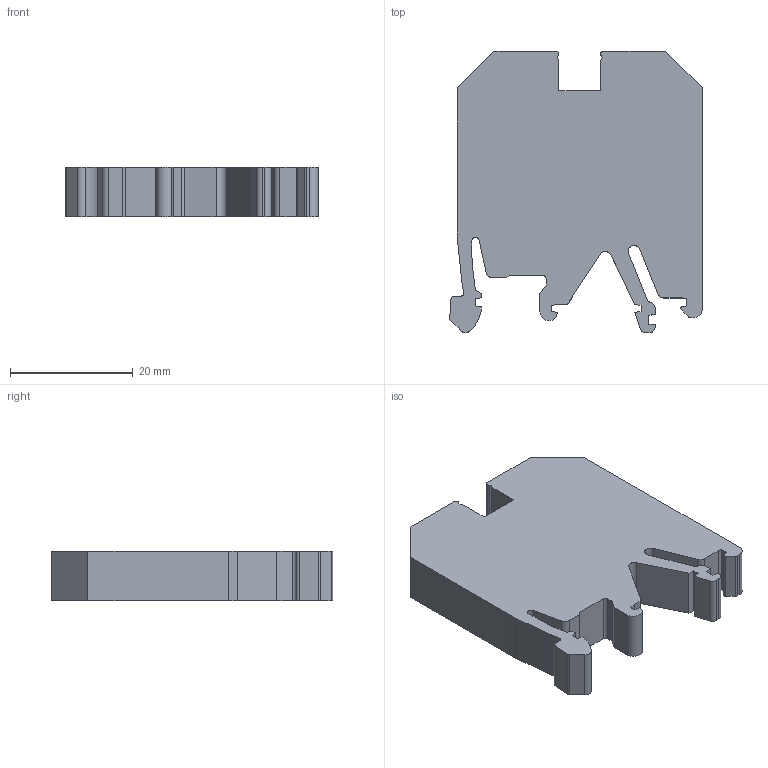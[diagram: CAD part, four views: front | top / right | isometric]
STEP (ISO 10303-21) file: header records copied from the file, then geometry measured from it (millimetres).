
FILE_DESCRIPTION((''),'2;1');
FILE_NAME('PRT0001','2020-11-10T',('Administrator'),(''),'PRO/ENGINEER BY PARAMETRIC TECHNOLOGY CORPORATION, 2013230','PRO/ENGINEER BY PARAMETRIC TECHNOLOGY CORPORATION, 2013230','');
FILE_SCHEMA(('AUTOMOTIVE_DESIGN { 1 0 10303 214 1 1 1 1 }'));
Length unit declared in the file: millimetre
Products named in the file (1): PRT0001
Bounding box: 41.22 x 46 x 8 mm (x, y, z)
Volume: 11776.6 mm3; surface area: 4994.8 mm2
Topology: 1 solids, 1 shells, 82 faces, 240 edges, 160 vertices
Faces by surface type: plane 58, cylinder 24
Entity records: 2784 total; most frequent: CARTESIAN_POINT 484, ORIENTED_EDGE 480, DIRECTION 452, EDGE_CURVE 240, VECTOR 192, LINE 192, VERTEX_POINT 160, AXIS2_PLACEMENT_3D 130
